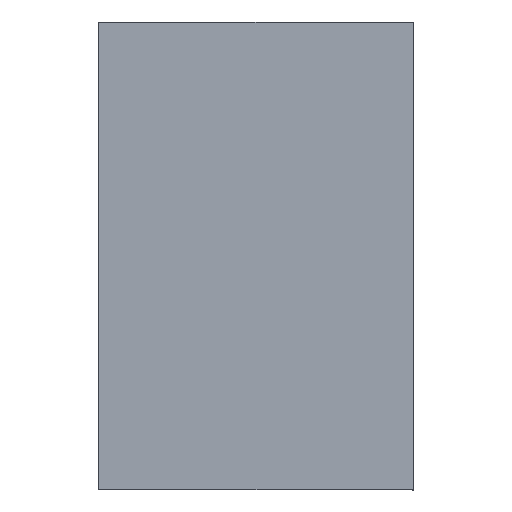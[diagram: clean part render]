
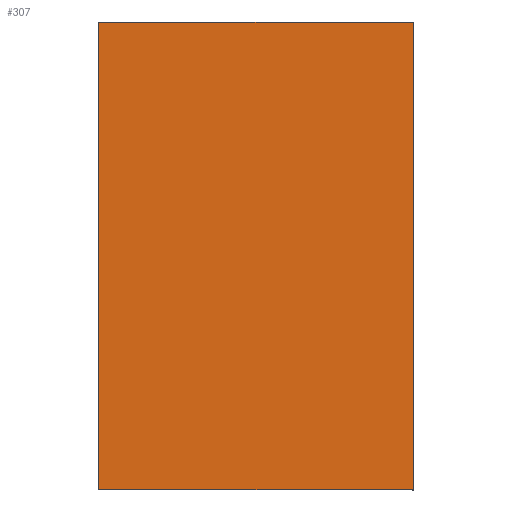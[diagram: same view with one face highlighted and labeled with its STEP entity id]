
A CAD part, front view. The second image highlights one B-rep face of the part: STEP entity #307.
In plain terms, the highlighted planar face has unit normal (0, -1, 0).
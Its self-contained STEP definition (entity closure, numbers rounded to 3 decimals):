
#28=PLANE('',#353);
#46=FACE_OUTER_BOUND('',#68,.T.);
#68=EDGE_LOOP('',(#276,#277,#278,#279));
#74=LINE('',#467,#100);
#90=LINE('',#523,#116);
#93=LINE('',#528,#119);
#94=LINE('',#530,#120);
#100=VECTOR('',#375,10.);
#116=VECTOR('',#431,10.);
#119=VECTOR('',#438,10.);
#120=VECTOR('',#441,10.);
#142=VERTEX_POINT('',#464);
#143=VERTEX_POINT('',#466);
#162=VERTEX_POINT('',#520);
#163=VERTEX_POINT('',#522);
#172=EDGE_CURVE('',#143,#142,#74,.T.);
#198=EDGE_CURVE('',#163,#162,#90,.T.);
#201=EDGE_CURVE('',#142,#163,#93,.T.);
#202=EDGE_CURVE('',#143,#162,#94,.T.);
#276=ORIENTED_EDGE('',*,*,#172,.T.);
#277=ORIENTED_EDGE('',*,*,#201,.T.);
#278=ORIENTED_EDGE('',*,*,#198,.T.);
#279=ORIENTED_EDGE('',*,*,#202,.F.);
#307=ADVANCED_FACE('',(#46),#28,.T.);
#353=AXIS2_PLACEMENT_3D('',#532,#443,#444);
#375=DIRECTION('',(0.,0.,1.));
#431=DIRECTION('',(0.,0.,-1.));
#438=DIRECTION('',(-1.,0.,0.));
#441=DIRECTION('',(-1.,0.,0.));
#443=DIRECTION('center_axis',(0.,-1.,0.));
#444=DIRECTION('ref_axis',(0.,0.,1.));
#464=CARTESIAN_POINT('',(299.56,-31.55,-21.099));
#466=CARTESIAN_POINT('',(299.56,-31.55,-43.4));
#467=CARTESIAN_POINT('',(299.56,-31.55,-23.4));
#520=CARTESIAN_POINT('',(284.56,-31.55,-43.4));
#522=CARTESIAN_POINT('',(284.56,-31.55,-21.099));
#523=CARTESIAN_POINT('',(284.56,-31.55,-23.4));
#528=CARTESIAN_POINT('',(299.56,-31.55,-21.099));
#530=CARTESIAN_POINT('',(299.56,-31.55,-43.4));
#532=CARTESIAN_POINT('Origin',(299.56,-31.55,-23.4));
